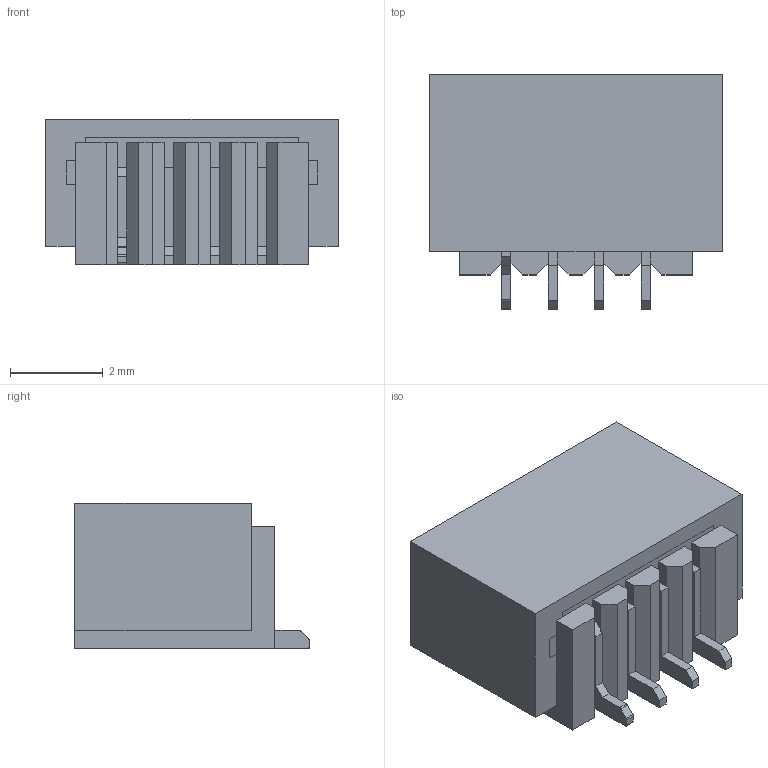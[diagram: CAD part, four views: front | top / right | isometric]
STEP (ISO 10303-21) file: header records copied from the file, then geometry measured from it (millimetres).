
FILE_DESCRIPTION(/* description */ (''),/* implementation_level */ '2;1');
FILE_NAME(/* name */ 'SH1.0mm_4P_卧贴.step',/* time_stamp */ '2022-09-19T14:00:05+08:00',/* author */ (''),/* organization */ (''),/* preprocessor_version */ 'ST-DEVELOPER v19',/* originating_system */ 'Autodesk Translation Framework v11.7.0.108',/* authorisation */ '');
FILE_SCHEMA (('AUTOMOTIVE_DESIGN { 1 0 10303 214 3 1 1 }'));
Length unit declared in the file: millimetre
Products named in the file (3): SH1.0mm_4P_卧贴; 零部件1; 零部件2
Assembly tree (2 placements, depth 2):
  SH1.0mm_4P_卧贴
    零部件1
    零部件2
Bounding box: 6.3 x 5.05 x 3.14 mm (x, y, z)
Volume: 37.1 mm3; surface area: 204 mm2
Topology: 5 solids, 5 shells, 102 faces, 273 edges, 182 vertices
Faces by surface type: plane 99, cylinder 3
Entity records: 3219 total; most frequent: CARTESIAN_POINT 562, ORIENTED_EDGE 546, DIRECTION 493, EDGE_CURVE 273, LINE 267, VECTOR 267, VERTEX_POINT 182, AXIS2_PLACEMENT_3D 113
